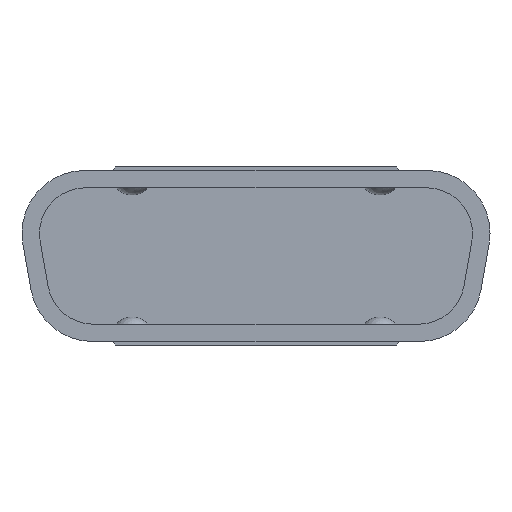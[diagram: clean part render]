
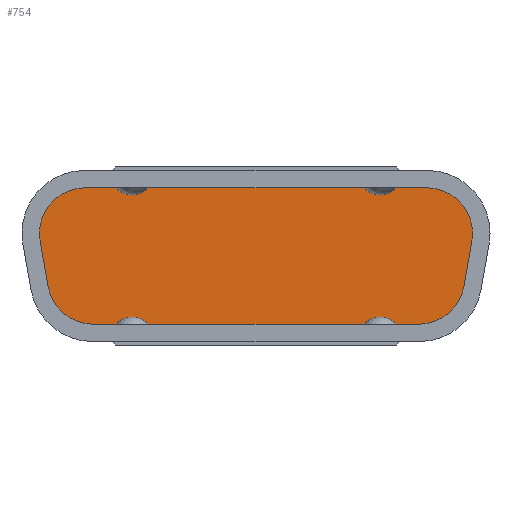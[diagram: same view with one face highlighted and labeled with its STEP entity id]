
A CAD part, front view. The second image highlights one B-rep face of the part: STEP entity #754.
In plain terms, the highlighted planar face has unit normal (0, -1, 0).
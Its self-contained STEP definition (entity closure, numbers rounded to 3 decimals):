
#44=CIRCLE('',#813,1.2);
#45=CIRCLE('',#814,2.6);
#46=CIRCLE('',#815,2.6);
#47=CIRCLE('',#816,1.2);
#48=CIRCLE('',#817,1.2);
#49=CIRCLE('',#818,2.6);
#50=CIRCLE('',#819,2.6);
#51=CIRCLE('',#820,1.2);
#92=ORIENTED_EDGE('',*,*,#316,.F.);
#93=ORIENTED_EDGE('',*,*,#317,.F.);
#94=ORIENTED_EDGE('',*,*,#318,.F.);
#95=ORIENTED_EDGE('',*,*,#319,.F.);
#96=ORIENTED_EDGE('',*,*,#320,.F.);
#97=ORIENTED_EDGE('',*,*,#321,.F.);
#98=ORIENTED_EDGE('',*,*,#322,.T.);
#99=ORIENTED_EDGE('',*,*,#323,.F.);
#100=ORIENTED_EDGE('',*,*,#324,.F.);
#101=ORIENTED_EDGE('',*,*,#325,.F.);
#102=ORIENTED_EDGE('',*,*,#326,.F.);
#103=ORIENTED_EDGE('',*,*,#327,.F.);
#104=ORIENTED_EDGE('',*,*,#328,.F.);
#105=ORIENTED_EDGE('',*,*,#329,.F.);
#106=ORIENTED_EDGE('',*,*,#330,.T.);
#107=ORIENTED_EDGE('',*,*,#331,.F.);
#316=EDGE_CURVE('',#428,#429,#44,.F.);
#317=EDGE_CURVE('',#430,#428,#500,.T.);
#318=EDGE_CURVE('',#431,#430,#45,.T.);
#319=EDGE_CURVE('',#432,#431,#501,.T.);
#320=EDGE_CURVE('',#433,#432,#46,.T.);
#321=EDGE_CURVE('',#434,#433,#502,.T.);
#322=EDGE_CURVE('',#434,#435,#47,.T.);
#323=EDGE_CURVE('',#436,#435,#503,.T.);
#324=EDGE_CURVE('',#437,#436,#48,.F.);
#325=EDGE_CURVE('',#438,#437,#504,.T.);
#326=EDGE_CURVE('',#439,#438,#49,.T.);
#327=EDGE_CURVE('',#440,#439,#505,.T.);
#328=EDGE_CURVE('',#441,#440,#50,.T.);
#329=EDGE_CURVE('',#442,#441,#506,.T.);
#330=EDGE_CURVE('',#442,#443,#51,.T.);
#331=EDGE_CURVE('',#429,#443,#507,.T.);
#428=VERTEX_POINT('',#1160);
#429=VERTEX_POINT('',#1161);
#430=VERTEX_POINT('',#1163);
#431=VERTEX_POINT('',#1165);
#432=VERTEX_POINT('',#1167);
#433=VERTEX_POINT('',#1169);
#434=VERTEX_POINT('',#1171);
#435=VERTEX_POINT('',#1173);
#436=VERTEX_POINT('',#1175);
#437=VERTEX_POINT('',#1177);
#438=VERTEX_POINT('',#1179);
#439=VERTEX_POINT('',#1181);
#440=VERTEX_POINT('',#1183);
#441=VERTEX_POINT('',#1185);
#442=VERTEX_POINT('',#1187);
#443=VERTEX_POINT('',#1189);
#500=LINE('',#1162,#572);
#501=LINE('',#1166,#573);
#502=LINE('',#1170,#574);
#503=LINE('',#1174,#575);
#504=LINE('',#1178,#576);
#505=LINE('',#1182,#577);
#506=LINE('',#1186,#578);
#507=LINE('',#1190,#579);
#572=VECTOR('',#912,1000.);
#573=VECTOR('',#915,1000.);
#574=VECTOR('',#918,1000.);
#575=VECTOR('',#921,1000.);
#576=VECTOR('',#924,1000.);
#577=VECTOR('',#927,1000.);
#578=VECTOR('',#930,1000.);
#579=VECTOR('',#933,1000.);
#638=EDGE_LOOP('',(#92,#93,#94,#95,#96,#97,#98,#99,#100,#101,#102,#103,
#104,#105,#106,#107));
#686=FACE_BOUND('',#638,.T.);
#733=PLANE('',#812);
#754=ADVANCED_FACE('',(#686),#733,.F.);
#812=AXIS2_PLACEMENT_3D('',#1158,#908,#909);
#813=AXIS2_PLACEMENT_3D('',#1159,#910,#911);
#814=AXIS2_PLACEMENT_3D('',#1164,#913,#914);
#815=AXIS2_PLACEMENT_3D('',#1168,#916,#917);
#816=AXIS2_PLACEMENT_3D('',#1172,#919,#920);
#817=AXIS2_PLACEMENT_3D('',#1176,#922,#923);
#818=AXIS2_PLACEMENT_3D('',#1180,#925,#926);
#819=AXIS2_PLACEMENT_3D('',#1184,#928,#929);
#820=AXIS2_PLACEMENT_3D('',#1188,#931,#932);
#908=DIRECTION('',(0.,1.,0.));
#909=DIRECTION('',(0.,0.,1.));
#910=DIRECTION('',(0.,1.,0.));
#911=DIRECTION('',(0.,0.,1.));
#912=DIRECTION('',(1.,0.,0.));
#913=DIRECTION('',(0.,1.,0.));
#914=DIRECTION('',(1.,0.,0.));
#915=DIRECTION('',(-0.174,0.,0.985));
#916=DIRECTION('',(0.,1.,0.));
#917=DIRECTION('',(1.,0.,0.));
#918=DIRECTION('',(-1.,0.,0.));
#919=DIRECTION('',(0.,1.,0.));
#920=DIRECTION('',(0.,0.,1.));
#921=DIRECTION('',(-1.,0.,0.));
#922=DIRECTION('',(0.,1.,0.));
#923=DIRECTION('',(0.,0.,1.));
#924=DIRECTION('',(-1.,0.,0.));
#925=DIRECTION('',(0.,1.,0.));
#926=DIRECTION('',(1.,0.,0.));
#927=DIRECTION('',(-0.174,0.,-0.985));
#928=DIRECTION('',(0.,1.,0.));
#929=DIRECTION('',(-1.,0.,0.));
#930=DIRECTION('',(1.,0.,0.));
#931=DIRECTION('',(0.,1.,0.));
#932=DIRECTION('',(0.,0.,1.));
#933=DIRECTION('',(1.,0.,0.));
#1158=CARTESIAN_POINT('',(-9.8,2.05,1.3));
#1159=CARTESIAN_POINT('',(-7.1,2.05,4.694));
#1160=CARTESIAN_POINT('',(-8.,2.05,3.9));
#1161=CARTESIAN_POINT('',(-6.2,2.05,3.9));
#1162=CARTESIAN_POINT('',(-9.8,2.05,3.9));
#1163=CARTESIAN_POINT('',(-9.8,2.05,3.9));
#1164=CARTESIAN_POINT('',(-9.8,2.05,1.3));
#1165=CARTESIAN_POINT('',(-12.361,2.05,0.849));
#1166=CARTESIAN_POINT('',(-11.902,2.05,-1.751));
#1167=CARTESIAN_POINT('',(-11.902,2.05,-1.751));
#1168=CARTESIAN_POINT('',(-9.342,2.05,-1.3));
#1169=CARTESIAN_POINT('',(-9.342,2.05,-3.9));
#1170=CARTESIAN_POINT('',(9.342,2.05,-3.9));
#1171=CARTESIAN_POINT('',(-8.,2.05,-3.9));
#1172=CARTESIAN_POINT('',(-7.1,2.05,-4.694));
#1173=CARTESIAN_POINT('',(-6.2,2.05,-3.9));
#1174=CARTESIAN_POINT('',(9.342,2.05,-3.9));
#1175=CARTESIAN_POINT('',(6.2,2.05,-3.9));
#1176=CARTESIAN_POINT('',(7.1,2.05,-4.694));
#1177=CARTESIAN_POINT('',(8.,2.05,-3.9));
#1178=CARTESIAN_POINT('',(9.342,2.05,-3.9));
#1179=CARTESIAN_POINT('',(9.342,2.05,-3.9));
#1180=CARTESIAN_POINT('',(9.342,2.05,-1.3));
#1181=CARTESIAN_POINT('',(11.902,2.05,-1.751));
#1182=CARTESIAN_POINT('',(12.361,2.05,0.849));
#1183=CARTESIAN_POINT('',(12.361,2.05,0.849));
#1184=CARTESIAN_POINT('',(9.8,2.05,1.3));
#1185=CARTESIAN_POINT('',(9.8,2.05,3.9));
#1186=CARTESIAN_POINT('',(-9.8,2.05,3.9));
#1187=CARTESIAN_POINT('',(8.,2.05,3.9));
#1188=CARTESIAN_POINT('',(7.1,2.05,4.694));
#1189=CARTESIAN_POINT('',(6.2,2.05,3.9));
#1190=CARTESIAN_POINT('',(-9.8,2.05,3.9));
